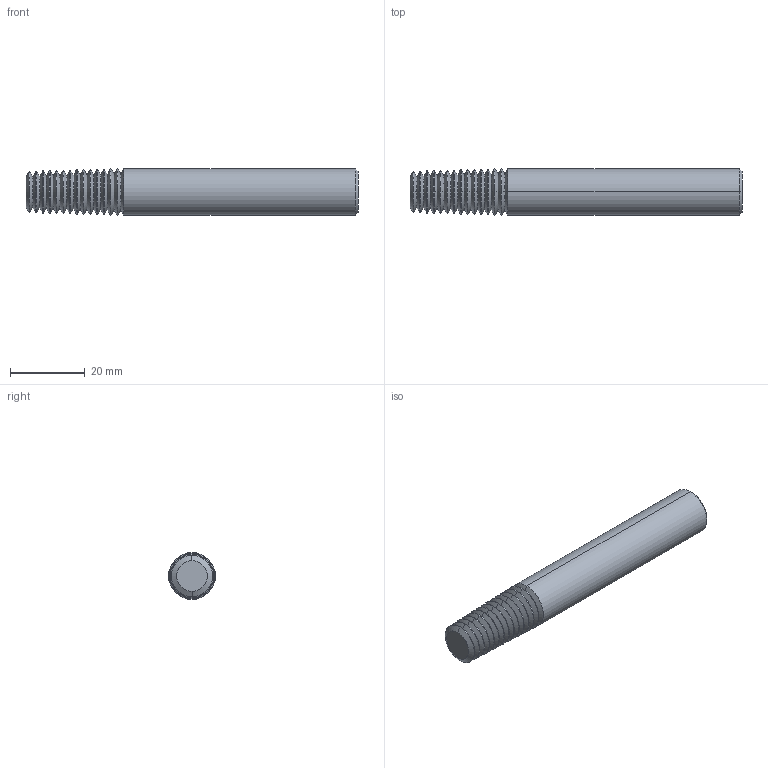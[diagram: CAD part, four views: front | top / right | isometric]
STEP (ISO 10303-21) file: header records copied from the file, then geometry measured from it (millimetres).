
FILE_DESCRIPTION (( 'STEP AP203' ), '1' );
FILE_NAME ('101256-TM435-14NPTF.STEP', '2023-12-14T22:55:21', ( '' ), ( '' ), 'SwSTEP 2.0', 'SolidWorks 2022', '' );
FILE_SCHEMA (( 'CONFIG_CONTROL_DESIGN' ));
Length unit declared in the file: inch
Products named in the file (1): 101256-TM435-14NPTF
Bounding box: 88.9 x 12.54 x 12.54 mm (x, y, z)
Volume: 10003.3 mm3; surface area: 4246.4 mm2
Topology: 1 solids, 1 shells, 144 faces, 286 edges, 166 vertices
Faces by surface type: cone 118, plane 24, cylinder 2
Entity records: 3783 total; most frequent: DIRECTION 742, CARTESIAN_POINT 597, ORIENTED_EDGE 572, AXIS2_PLACEMENT_3D 311, EDGE_CURVE 286, EDGE_LOOP 166, VERTEX_POINT 166, CIRCLE 166
